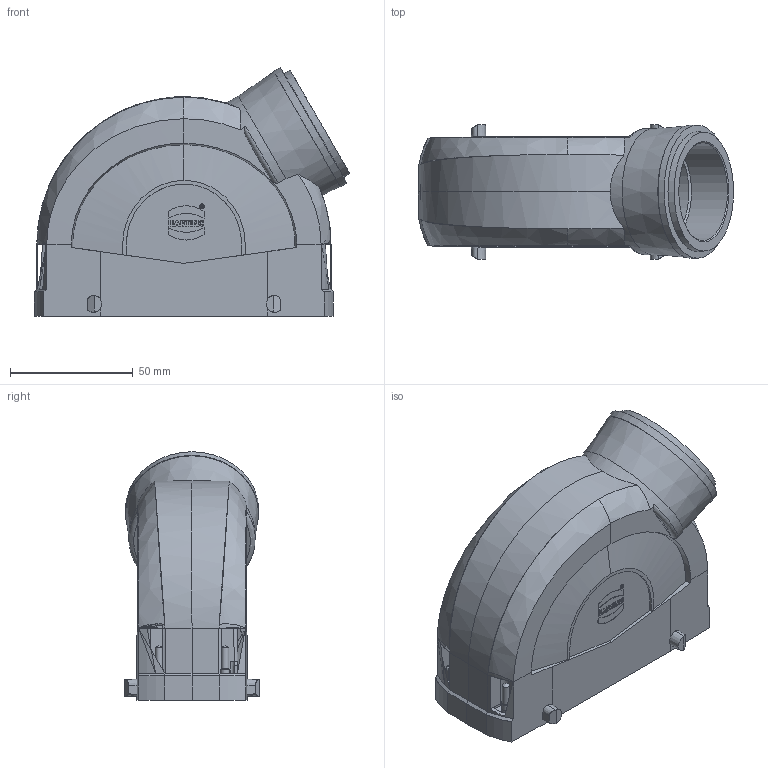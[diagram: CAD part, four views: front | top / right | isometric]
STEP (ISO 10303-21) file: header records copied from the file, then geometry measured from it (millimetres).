
FILE_DESCRIPTION(/* description */ (''),/* implementation_level */ '2;1');
FILE_NAME(/* name */ '100733303ugm000_b.stp',/* time_stamp */ '2022-03-12T05:09:26+01:00',/* author */ (''),/* organization */ (''),/* preprocessor_version */ 'ST-DEVELOPER v16.7',/* originating_system */ 'SIEMENS PLM Software NX 1911',/* authorisation */ '');
FILE_SCHEMA (('AUTOMOTIVE_DESIGN { 1 0 10303 214 3 1 1 1 }'));
Length unit declared in the file: millimetre
Products named in the file (1): 100733303ugm000_b
Bounding box: 128.56 x 55 x 101.41 mm (x, y, z)
Volume: 108944.6 mm3; surface area: 67929.6 mm2
Topology: 1 solids, 2 shells, 459 faces, 1343 edges, 993 vertices
Faces by surface type: plane 279, cylinder 80, cone 56, bspline 30, extrusion 11, torus 3
Full cylindrical faces by diameter (mm): 1.594 x1, 1.884 x1, 3 x4, 3.4 x4, 3.5 x4, 38 x1, 40 x1, 48.9 x1, 54.4 x1
Entity records: 22558 total; most frequent: CARTESIAN_POINT 7474, ORIENTED_EDGE 2400, DIRECTION 2230, EDGE_CURVE 1200, VERTEX_POINT 807, AXIS2_PLACEMENT_3D 744, VECTOR 742, LINE 731
